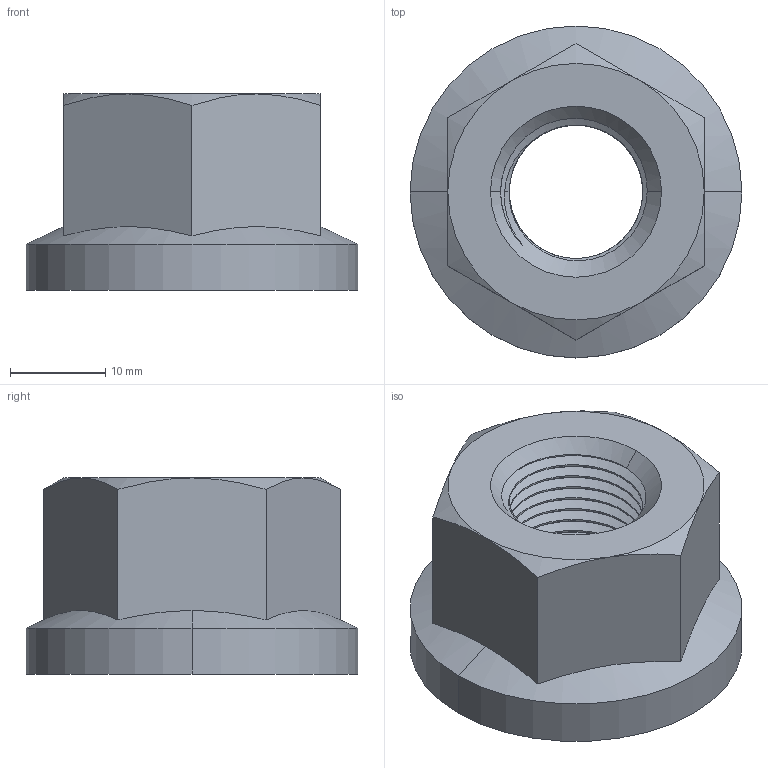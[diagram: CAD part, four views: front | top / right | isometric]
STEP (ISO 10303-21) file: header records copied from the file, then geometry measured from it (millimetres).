
FILE_DESCRIPTION (( 'STEP AP203' ), '1' );
FILE_NAME ('90389A221_316 Stainless Steel Flange Nuts.STEP', '2024-09-10T18:59:18', ( 'Administrator' ), ( 'Managed by Terraform' ), 'SwSTEP 2.0', 'SolidWorks 2017', '' );
FILE_SCHEMA (( 'CONFIG_CONTROL_DESIGN' ));
Length unit declared in the file: inch
Products named in the file (1): 90389A221_316 Stainless Steel Flange Nuts
Bounding box: 34.92 x 34.92 x 20.64 mm (x, y, z)
Volume: 11071.6 mm3; surface area: 4949.5 mm2
Topology: 1 solids, 1 shells, 55 faces, 147 edges, 94 vertices
Faces by surface type: cylinder 30, cone 14, plane 8, bspline 3
Entity records: 4225 total; most frequent: CARTESIAN_POINT 3002, ORIENTED_EDGE 294, DIRECTION 181, EDGE_CURVE 147, VERTEX_POINT 94, AXIS2_PLACEMENT_3D 69, EDGE_LOOP 57, FACE_OUTER_BOUND 55
